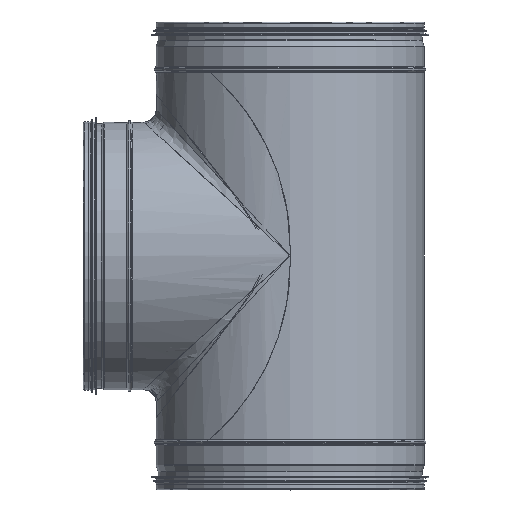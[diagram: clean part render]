
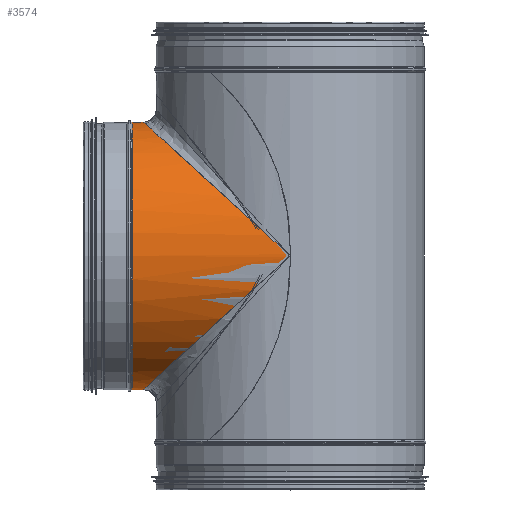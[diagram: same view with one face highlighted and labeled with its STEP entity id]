
A CAD part, top view. The second image highlights one B-rep face of the part: STEP entity #3574.
In plain terms, the highlighted cylindrical face has radius 156.425 mm (diameter 312.85 mm), a full revolution.
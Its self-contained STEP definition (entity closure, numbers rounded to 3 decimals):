
#3489=CARTESIAN_POINT('',(-156.414,2.,-1.825));
#3490=VERTEX_POINT('',#3489);
#3500=CARTESIAN_POINT('',(156.414,2.,-1.825));
#3501=VERTEX_POINT('',#3500);
#3502=CARTESIAN_POINT('',(0.,0.0,0.0));
#3503=DIRECTION('',(0.,-0.674,-0.739));
#3504=DIRECTION('',(0.,0.739,-0.674));
#3505=AXIS2_PLACEMENT_3D('',#3502,#3503,#3504);
#3506=ELLIPSE('',#3505,232.067,156.425);
#3507=EDGE_CURVE('',#3490,#3501,#3506,.T.);
#3530=CARTESIAN_POINT('',(0.,93.25,0.0));
#3531=DIRECTION('',(0.,1.0,0.0));
#3532=DIRECTION('',(-1.0,0.0,0.0));
#3533=AXIS2_PLACEMENT_3D('',#3530,#3531,#3532);
#3534=CYLINDRICAL_SURFACE('',#3533,156.425);
#3535=ORIENTED_EDGE('',*,*,#3507,.F.);
#3536=CARTESIAN_POINT('',(-156.414,2.,1.825));
#3537=VERTEX_POINT('',#3536);
#3538=CARTESIAN_POINT('',(0.,2.,0.0));
#3539=DIRECTION('',(0.0,1.0,0.0));
#3540=DIRECTION('',(-1.0,0.0,0.0));
#3541=AXIS2_PLACEMENT_3D('',#3538,#3539,#3540);
#3542=CIRCLE('',#3541,156.425);
#3543=EDGE_CURVE('',#3490,#3537,#3542,.T.);
#3544=ORIENTED_EDGE('',*,*,#3543,.T.);
#3545=CARTESIAN_POINT('',(156.414,2.,1.825));
#3546=VERTEX_POINT('',#3545);
#3547=CARTESIAN_POINT('',(0.,0.0,0.0));
#3548=DIRECTION('',(0.,-0.674,0.739));
#3549=DIRECTION('',(0.,0.739,0.674));
#3550=AXIS2_PLACEMENT_3D('',#3547,#3548,#3549);
#3551=ELLIPSE('',#3550,232.067,156.425);
#3552=EDGE_CURVE('',#3546,#3537,#3551,.T.);
#3553=ORIENTED_EDGE('',*,*,#3552,.F.);
#3554=CARTESIAN_POINT('',(0.,2.,0.0));
#3555=DIRECTION('',(0.0,1.0,0.0));
#3556=DIRECTION('',(-1.0,0.0,0.0));
#3557=AXIS2_PLACEMENT_3D('',#3554,#3555,#3556);
#3558=CIRCLE('',#3557,156.425);
#3559=EDGE_CURVE('',#3546,#3501,#3558,.T.);
#3560=ORIENTED_EDGE('',*,*,#3559,.T.);
#3561=EDGE_LOOP('',(#3535,#3544,#3553,#3560));
#3562=FACE_OUTER_BOUND('',#3561,.T.);
#3563=CARTESIAN_POINT('',(-156.425,184.5,0.0));
#3564=VERTEX_POINT('',#3563);
#3565=CARTESIAN_POINT('',(0.,184.5,0.0));
#3566=DIRECTION('',(0.0,1.0,0.0));
#3567=DIRECTION('',(-1.0,0.0,0.0));
#3568=AXIS2_PLACEMENT_3D('',#3565,#3566,#3567);
#3569=CIRCLE('',#3568,156.425);
#3570=EDGE_CURVE('',#3564,#3564,#3569,.T.);
#3571=ORIENTED_EDGE('',*,*,#3570,.F.);
#3572=EDGE_LOOP('',(#3571));
#3573=FACE_BOUND('',#3572,.T.);
#3574=ADVANCED_FACE('',(#3562,#3573),#3534,.T.);
